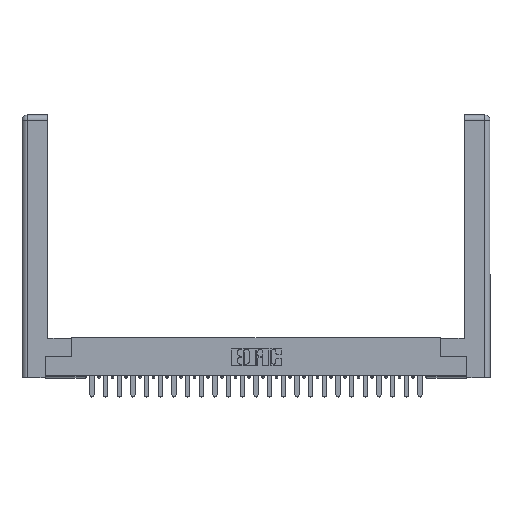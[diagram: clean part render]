
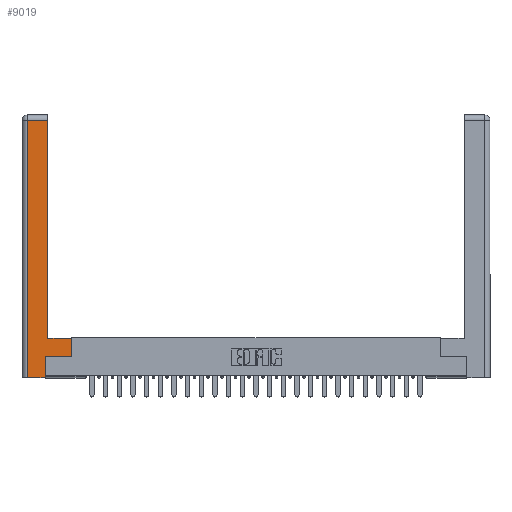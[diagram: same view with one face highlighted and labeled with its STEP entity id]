
A CAD part, top view. The second image highlights one B-rep face of the part: STEP entity #9019.
In plain terms, the highlighted planar face has unit normal (0, 0, 1).
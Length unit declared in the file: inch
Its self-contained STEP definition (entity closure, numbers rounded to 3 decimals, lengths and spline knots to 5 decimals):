
#341 = DIRECTION ( 'NONE',  ( 0., 1., 0. ) ) ;
#689 = LINE ( 'NONE', #12924, #23045 ) ;
#1072 = VERTEX_POINT ( 'NONE', #26941 ) ;
#1584 = ORIENTED_EDGE ( 'NONE', *, *, #24400, .T. ) ;
#1634 = CARTESIAN_POINT ( 'NONE',  ( 0.565, 0.45, 0. ) ) ;
#1828 = VERTEX_POINT ( 'NONE', #10913 ) ;
#2343 = VECTOR ( 'NONE', #341, 39.37008 ) ;
#3136 = LINE ( 'NONE', #23773, #25521 ) ;
#3782 = CARTESIAN_POINT ( 'NONE',  ( 0.295, 3., 0. ) ) ;
#4174 = CARTESIAN_POINT ( 'NONE',  ( 0.0615, 0., 0. ) ) ;
#4327 = VERTEX_POINT ( 'NONE', #10705 ) ;
#5286 = VERTEX_POINT ( 'NONE', #22731 ) ;
#6880 = DIRECTION ( 'NONE',  ( -1., 0., 0. ) ) ;
#7621 = DIRECTION ( 'NONE',  ( -1., 0., 0. ) ) ;
#7858 = LINE ( 'NONE', #23210, #10606 ) ;
#8047 = EDGE_LOOP ( 'NONE', ( #17282, #18794, #21082, #11795, #12885, #1584, #23049, #24251 ) ) ;
#8438 = DIRECTION ( 'NONE',  ( 1., 0., 0. ) ) ;
#9019 = ADVANCED_FACE ( 'NONE', ( #27312 ), #22152, .F. ) ;
#9728 = VERTEX_POINT ( 'NONE', #1634 ) ;
#10606 = VECTOR ( 'NONE', #27702, 39.37008 ) ;
#10705 = CARTESIAN_POINT ( 'NONE',  ( 0.265, 0.245, 0. ) ) ;
#10913 = CARTESIAN_POINT ( 'NONE',  ( 0.0615, 0., 0. ) ) ;
#11795 = ORIENTED_EDGE ( 'NONE', *, *, #23562, .T. ) ;
#12457 = DIRECTION ( 'NONE',  ( 0., 1., 0. ) ) ;
#12885 = ORIENTED_EDGE ( 'NONE', *, *, #26989, .T. ) ;
#12924 = CARTESIAN_POINT ( 'NONE',  ( 0.565, 0.245, 0. ) ) ;
#13394 = VERTEX_POINT ( 'NONE', #19067 ) ;
#13435 = VERTEX_POINT ( 'NONE', #21899 ) ;
#13532 = LINE ( 'NONE', #26169, #2343 ) ;
#13928 = CARTESIAN_POINT ( 'NONE',  ( 0.295, 0.45, 0. ) ) ;
#14029 = EDGE_CURVE ( 'NONE', #13394, #1828, #21195, .T. ) ;
#14277 = LINE ( 'NONE', #3782, #21714 ) ;
#15585 = DIRECTION ( 'NONE',  ( 0., 0., -1. ) ) ;
#15751 = CARTESIAN_POINT ( 'NONE',  ( 0., 0., 0. ) ) ;
#16141 = VECTOR ( 'NONE', #21543, 39.37008 ) ;
#16203 = VERTEX_POINT ( 'NONE', #27305 ) ;
#16287 = EDGE_CURVE ( 'NONE', #16203, #13394, #7858, .T. ) ;
#16417 = LINE ( 'NONE', #13928, #16740 ) ;
#16740 = VECTOR ( 'NONE', #7621, 39.37008 ) ;
#17282 = ORIENTED_EDGE ( 'NONE', *, *, #24286, .T. ) ;
#18794 = ORIENTED_EDGE ( 'NONE', *, *, #16287, .T. ) ;
#19067 = CARTESIAN_POINT ( 'NONE',  ( 0.0615, 2.94, 0. ) ) ;
#19143 = EDGE_CURVE ( 'NONE', #5286, #9728, #13532, .T. ) ;
#21082 = ORIENTED_EDGE ( 'NONE', *, *, #14029, .T. ) ;
#21195 = LINE ( 'NONE', #4174, #16141 ) ;
#21533 = DIRECTION ( 'NONE',  ( 1., 0., 0. ) ) ;
#21543 = DIRECTION ( 'NONE',  ( 0., -1., 0. ) ) ;
#21714 = VECTOR ( 'NONE', #12457, 39.37008 ) ;
#21899 = CARTESIAN_POINT ( 'NONE',  ( 0.295, 0.45, 0. ) ) ;
#22152 = PLANE ( 'NONE',  #22379 ) ;
#22379 = AXIS2_PLACEMENT_3D ( 'NONE', #15751, #15585, #6880 ) ;
#22731 = CARTESIAN_POINT ( 'NONE',  ( 0.565, 0.245, 0. ) ) ;
#23045 = VECTOR ( 'NONE', #8438, 39.37008 ) ;
#23049 = ORIENTED_EDGE ( 'NONE', *, *, #19143, .T. ) ;
#23210 = CARTESIAN_POINT ( 'NONE',  ( 0.0615, 2.94, 0. ) ) ;
#23562 = EDGE_CURVE ( 'NONE', #1828, #1072, #23795, .T. ) ;
#23773 = CARTESIAN_POINT ( 'NONE',  ( 0.265, 0.245, 0. ) ) ;
#23795 = LINE ( 'NONE', #26070, #27194 ) ;
#24251 = ORIENTED_EDGE ( 'NONE', *, *, #27208, .T. ) ;
#24286 = EDGE_CURVE ( 'NONE', #13435, #16203, #14277, .T. ) ;
#24400 = EDGE_CURVE ( 'NONE', #4327, #5286, #689, .T. ) ;
#25521 = VECTOR ( 'NONE', #26037, 39.37008 ) ;
#26037 = DIRECTION ( 'NONE',  ( 0., 1., 0. ) ) ;
#26070 = CARTESIAN_POINT ( 'NONE',  ( 0.265, 0., 0. ) ) ;
#26169 = CARTESIAN_POINT ( 'NONE',  ( 0.565, 0.45, 0. ) ) ;
#26941 = CARTESIAN_POINT ( 'NONE',  ( 0.265, 0., 0. ) ) ;
#26989 = EDGE_CURVE ( 'NONE', #1072, #4327, #3136, .T. ) ;
#27194 = VECTOR ( 'NONE', #21533, 39.37008 ) ;
#27208 = EDGE_CURVE ( 'NONE', #9728, #13435, #16417, .T. ) ;
#27305 = CARTESIAN_POINT ( 'NONE',  ( 0.295, 2.94, 0. ) ) ;
#27312 = FACE_OUTER_BOUND ( 'NONE', #8047, .T. ) ;
#27702 = DIRECTION ( 'NONE',  ( -1., 0., 0. ) ) ;
